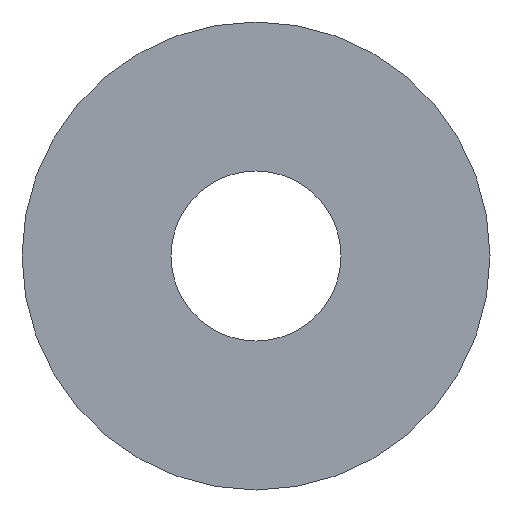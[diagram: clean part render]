
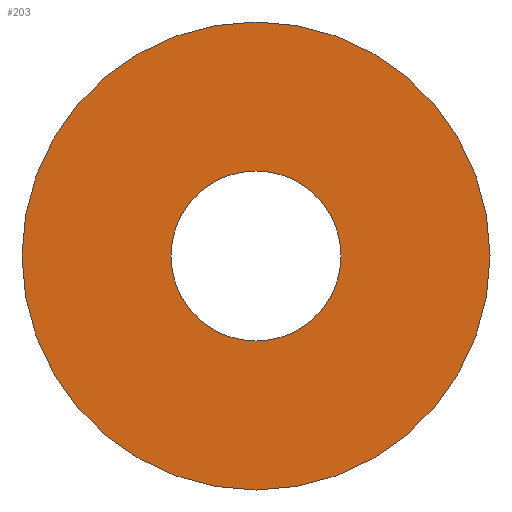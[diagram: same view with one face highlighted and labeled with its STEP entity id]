
A CAD part, front view. The second image highlights one B-rep face of the part: STEP entity #203.
In plain terms, the highlighted planar face has unit normal (0, -1, 0).
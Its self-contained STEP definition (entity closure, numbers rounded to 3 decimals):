
#9 = CARTESIAN_POINT ( 'NONE',  ( 0., 0., 4. ) ) ;
#17 = ORIENTED_EDGE ( 'NONE', *, *, #102, .T. ) ;
#21 = CARTESIAN_POINT ( 'NONE',  ( 0., 0., -11. ) ) ;
#23 = CARTESIAN_POINT ( 'NONE',  ( 0., 0., 0. ) ) ;
#24 = AXIS2_PLACEMENT_3D ( 'NONE', #209, #159, #51 ) ;
#28 = PLANE ( 'NONE',  #24 ) ;
#38 = FACE_OUTER_BOUND ( 'NONE', #178, .T. ) ;
#42 = DIRECTION ( 'NONE',  ( 0., 0., 1. ) ) ;
#44 = DIRECTION ( 'NONE',  ( 0., 1., 0. ) ) ;
#49 = CARTESIAN_POINT ( 'NONE',  ( 0., 0., 0. ) ) ;
#51 = DIRECTION ( 'NONE',  ( 0., 0., 1. ) ) ;
#57 = DIRECTION ( 'NONE',  ( 0., 1., 0. ) ) ;
#58 = VERTEX_POINT ( 'NONE', #9 ) ;
#69 = VERTEX_POINT ( 'NONE', #21 ) ;
#73 = DIRECTION ( 'NONE',  ( 0., 1., 0. ) ) ;
#75 = DIRECTION ( 'NONE',  ( 0., 0., 1. ) ) ;
#79 = AXIS2_PLACEMENT_3D ( 'NONE', #23, #44, #42 ) ;
#86 = AXIS2_PLACEMENT_3D ( 'NONE', #49, #171, #158 ) ;
#89 = ORIENTED_EDGE ( 'NONE', *, *, #120, .F. ) ;
#90 = AXIS2_PLACEMENT_3D ( 'NONE', #164, #73, #75 ) ;
#94 = FACE_BOUND ( 'NONE', #210, .T. ) ;
#97 = AXIS2_PLACEMENT_3D ( 'NONE', #146, #57, #190 ) ;
#98 = CIRCLE ( 'NONE', #90, 4. ) ;
#99 = EDGE_CURVE ( 'NONE', #69, #100, #214, .T. ) ;
#100 = VERTEX_POINT ( 'NONE', #103 ) ;
#102 = EDGE_CURVE ( 'NONE', #58, #206, #98, .T. ) ;
#103 = CARTESIAN_POINT ( 'NONE',  ( 0., 0., 11. ) ) ;
#107 = EDGE_CURVE ( 'NONE', #206, #58, #109, .T. ) ;
#109 = CIRCLE ( 'NONE', #86, 4. ) ;
#120 = EDGE_CURVE ( 'NONE', #100, #69, #188, .T. ) ;
#128 = CARTESIAN_POINT ( 'NONE',  ( 0., 0., -4. ) ) ;
#132 = ORIENTED_EDGE ( 'NONE', *, *, #107, .T. ) ;
#146 = CARTESIAN_POINT ( 'NONE',  ( 0., 0., 0. ) ) ;
#157 = ORIENTED_EDGE ( 'NONE', *, *, #99, .F. ) ;
#158 = DIRECTION ( 'NONE',  ( 0., 0., 1. ) ) ;
#159 = DIRECTION ( 'NONE',  ( 0., 1., 0. ) ) ;
#164 = CARTESIAN_POINT ( 'NONE',  ( 0., 0., 0. ) ) ;
#171 = DIRECTION ( 'NONE',  ( 0., 1., 0. ) ) ;
#178 = EDGE_LOOP ( 'NONE', ( #157, #89 ) ) ;
#188 = CIRCLE ( 'NONE', #79, 11. ) ;
#190 = DIRECTION ( 'NONE',  ( 0., 0., 1. ) ) ;
#203 = ADVANCED_FACE ( 'NONE', ( #38, #94 ), #28, .F. ) ;
#206 = VERTEX_POINT ( 'NONE', #128 ) ;
#209 = CARTESIAN_POINT ( 'NONE',  ( 0., 0., 0. ) ) ;
#210 = EDGE_LOOP ( 'NONE', ( #132, #17 ) ) ;
#214 = CIRCLE ( 'NONE', #97, 11. ) ;
